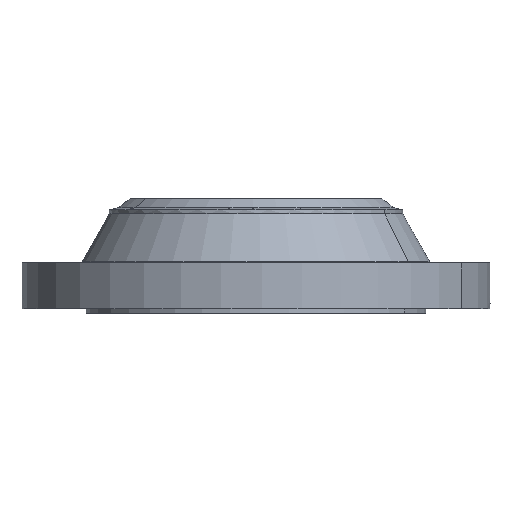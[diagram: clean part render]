
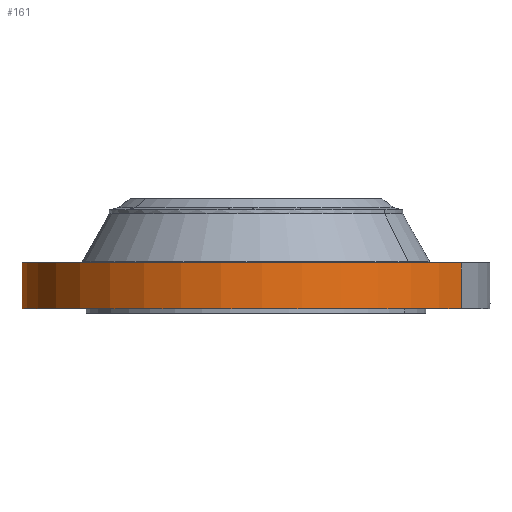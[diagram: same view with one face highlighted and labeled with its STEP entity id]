
A CAD part, left-side view. The second image highlights one B-rep face of the part: STEP entity #161.
In plain terms, the highlighted cylindrical face has radius 323.85 mm (diameter 647.7 mm), a partial arc.
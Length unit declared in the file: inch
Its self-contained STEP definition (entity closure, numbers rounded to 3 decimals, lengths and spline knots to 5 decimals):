
#38=AXIS2_PLACEMENT_3D('Cylinder Axis2P3D',#35,#36,#37) ;
#42=AXIS2_PLACEMENT_3D('Circle Axis2P3D',#40,#41,$) ;
#58=AXIS2_PLACEMENT_3D('Circle Axis2P3D',#56,#57,$) ;
#35=CARTESIAN_POINT('Axis2P3D Location',(0.,0.,3.125)) ;
#40=CARTESIAN_POINT('Axis2P3D Location',(0.,0.,0.25)) ;
#44=CARTESIAN_POINT('Vertex',(-6.11268,-11.18918,0.25)) ;
#46=CARTESIAN_POINT('Vertex',(6.11268,11.18918,0.25)) ;
#49=CARTESIAN_POINT('Line Origine',(-6.11268,-11.18918,1.5)) ;
#53=CARTESIAN_POINT('Vertex',(-6.11268,-11.18918,2.75)) ;
#56=CARTESIAN_POINT('Axis2P3D Location',(0.,0.,2.75)) ;
#60=CARTESIAN_POINT('Vertex',(6.11268,11.18918,2.75)) ;
#63=CARTESIAN_POINT('Line Origine',(6.11268,11.18918,1.5)) ;
#75=CARTESIAN_POINT('Control Point',(-0.00072,12.75,1.29412)) ;
#76=CARTESIAN_POINT('Control Point',(-0.01921,12.75,1.29408)) ;
#77=CARTESIAN_POINT('Control Point',(-0.03769,12.74996,1.29259)) ;
#78=CARTESIAN_POINT('Control Point',(-0.05595,12.74988,1.28967)) ;
#79=CARTESIAN_POINT('Vertex',(-0.00072,12.75,1.29412)) ;
#81=CARTESIAN_POINT('Vertex',(-0.05594,12.74988,1.28967)) ;
#85=CARTESIAN_POINT('Control Point',(-0.05594,12.74988,1.28967)) ;
#86=CARTESIAN_POINT('Control Point',(-0.09613,12.7497,1.28515)) ;
#87=CARTESIAN_POINT('Control Point',(-0.13566,12.74933,1.2733)) ;
#88=CARTESIAN_POINT('Control Point',(-0.17204,12.74884,1.25495)) ;
#89=CARTESIAN_POINT('Vertex',(-0.17204,12.74884,1.25495)) ;
#93=CARTESIAN_POINT('Control Point',(-0.03081,12.74996,0.53117)) ;
#94=CARTESIAN_POINT('Control Point',(-0.09995,12.7498,0.53994)) ;
#95=CARTESIAN_POINT('Control Point',(-0.16676,12.74917,0.56415)) ;
#96=CARTESIAN_POINT('Control Point',(-0.22639,12.74814,0.60297)) ;
#97=CARTESIAN_POINT('Control Point',(-0.29876,12.74657,0.67701)) ;
#98=CARTESIAN_POINT('Control Point',(-0.34348,12.74538,0.76722)) ;
#99=CARTESIAN_POINT('Control Point',(-0.35493,12.74506,0.79793)) ;
#100=CARTESIAN_POINT('Control Point',(-0.37343,12.74453,0.86925)) ;
#101=CARTESIAN_POINT('Control Point',(-0.3751,12.74448,0.9426)) ;
#102=CARTESIAN_POINT('Control Point',(-0.37073,12.74461,0.98323)) ;
#103=CARTESIAN_POINT('Control Point',(-0.34832,12.74527,1.07561)) ;
#104=CARTESIAN_POINT('Control Point',(-0.29901,12.74655,1.15696)) ;
#105=CARTESIAN_POINT('Control Point',(-0.26264,12.7474,1.19787)) ;
#106=CARTESIAN_POINT('Control Point',(-0.21955,12.7482,1.23098)) ;
#107=CARTESIAN_POINT('Control Point',(-0.17204,12.74884,1.25495)) ;
#108=CARTESIAN_POINT('Vertex',(-0.03081,12.74996,0.53117)) ;
#112=CARTESIAN_POINT('Control Point',(-0.03081,12.74996,0.53117)) ;
#113=CARTESIAN_POINT('Control Point',(-0.02054,12.74999,0.53087)) ;
#114=CARTESIAN_POINT('Control Point',(-0.01025,12.75,0.53094)) ;
#115=CARTESIAN_POINT('Control Point',(0.,12.75,0.53137)) ;
#116=CARTESIAN_POINT('Vertex',(0.,12.75,0.53137)) ;
#120=CARTESIAN_POINT('Control Point',(0.1928,12.74854,0.5871)) ;
#121=CARTESIAN_POINT('Control Point',(0.14907,12.7492,0.56185)) ;
#122=CARTESIAN_POINT('Control Point',(0.10113,12.74973,0.54372)) ;
#123=CARTESIAN_POINT('Control Point',(0.05081,12.75,0.53353)) ;
#124=CARTESIAN_POINT('Control Point',(0.,12.75,0.53137)) ;
#125=CARTESIAN_POINT('Vertex',(0.1928,12.74854,0.5871)) ;
#129=CARTESIAN_POINT('Control Point',(0.1928,12.74854,0.5871)) ;
#130=CARTESIAN_POINT('Control Point',(0.24975,12.74768,0.61997)) ;
#131=CARTESIAN_POINT('Control Point',(0.30001,12.7466,0.66415)) ;
#132=CARTESIAN_POINT('Control Point',(0.34046,12.7455,0.71814)) ;
#133=CARTESIAN_POINT('Control Point',(0.38507,12.7442,0.81618)) ;
#134=CARTESIAN_POINT('Control Point',(0.39392,12.74391,0.92148)) ;
#135=CARTESIAN_POINT('Control Point',(0.39189,12.74398,0.96157)) ;
#136=CARTESIAN_POINT('Control Point',(0.37791,12.74441,1.0364)) ;
#137=CARTESIAN_POINT('Control Point',(0.34595,12.74532,1.10478)) ;
#138=CARTESIAN_POINT('Control Point',(0.32696,12.74583,1.1352)) ;
#139=CARTESIAN_POINT('Control Point',(0.26505,12.74736,1.21211)) ;
#140=CARTESIAN_POINT('Control Point',(0.18158,12.74889,1.2654)) ;
#141=CARTESIAN_POINT('Control Point',(0.12236,12.74964,1.28762)) ;
#142=CARTESIAN_POINT('Control Point',(0.06069,12.75,1.29713)) ;
#143=CARTESIAN_POINT('Control Point',(-0.00003,12.75,1.29415)) ;
#144=CARTESIAN_POINT('Vertex',(-0.00003,12.75,1.29415)) ;
#148=CARTESIAN_POINT('Control Point',(-0.00072,12.75,1.29412)) ;
#149=CARTESIAN_POINT('Control Point',(-0.00037,12.75,1.29414)) ;
#150=CARTESIAN_POINT('Control Point',(-0.00003,12.75,1.29415)) ;
#36=DIRECTION('Axis2P3D Direction',(0.,0.,-0.039)) ;
#37=DIRECTION('Axis2P3D XDirection',(0.019,0.035,0.)) ;
#41=DIRECTION('Axis2P3D Direction',(0.,0.,-0.039)) ;
#50=DIRECTION('Vector Direction',(0.,0.,-0.039)) ;
#57=DIRECTION('Axis2P3D Direction',(0.,0.,-0.039)) ;
#64=DIRECTION('Vector Direction',(0.,0.,-0.039)) ;
#51=VECTOR('Line Direction',#50,0.03937) ;
#65=VECTOR('Line Direction',#64,0.03937) ;
#69=ORIENTED_EDGE('',*,*,#48,.F.) ;
#70=ORIENTED_EDGE('',*,*,#55,.T.) ;
#71=ORIENTED_EDGE('',*,*,#62,.T.) ;
#72=ORIENTED_EDGE('',*,*,#67,.F.) ;
#153=ORIENTED_EDGE('',*,*,#83,.T.) ;
#154=ORIENTED_EDGE('',*,*,#91,.T.) ;
#155=ORIENTED_EDGE('',*,*,#110,.F.) ;
#156=ORIENTED_EDGE('',*,*,#118,.T.) ;
#157=ORIENTED_EDGE('',*,*,#127,.F.) ;
#158=ORIENTED_EDGE('',*,*,#146,.T.) ;
#159=ORIENTED_EDGE('',*,*,#151,.F.) ;
#160=FACE_BOUND('',#152,.T.) ;
#161=ADVANCED_FACE('PartBody',(#73,#160),#39,.T.) ;
#74=B_SPLINE_CURVE_WITH_KNOTS('',3,(#75,#76,#77,#78),.UNSPECIFIED.,.F.,.U.,(4,4),(34.61645,36.66768),.UNSPECIFIED.) ;
#84=B_SPLINE_CURVE_WITH_KNOTS('',3,(#85,#86,#87,#88),.UNSPECIFIED.,.F.,.U.,(4,4),(0.,4.54499),.UNSPECIFIED.) ;
#92=B_SPLINE_CURVE_WITH_KNOTS('',5,(#93,#94,#95,#96,#97,#98,#99,#100,#101,#102,#103,#104,#105,#106,#107),.UNSPECIFIED.,.F.,.U.,(6,3,3,3,6),(0.,12.11258,17.97395,25.35753,35.25019),.UNSPECIFIED.) ;
#111=B_SPLINE_CURVE_WITH_KNOTS('',3,(#112,#113,#114,#115),.UNSPECIFIED.,.F.,.U.,(4,4),(0.,1.07186),.UNSPECIFIED.) ;
#119=B_SPLINE_CURVE_WITH_KNOTS('',4,(#120,#121,#122,#123,#124),.UNSPECIFIED.,.F.,.U.,(5,5),(0.,7.08001),.UNSPECIFIED.) ;
#128=B_SPLINE_CURVE_WITH_KNOTS('',5,(#129,#130,#131,#132,#133,#134,#135,#136,#137,#138,#139,#140,#141,#142,#143),.UNSPECIFIED.,.F.,.U.,(6,3,3,3,6),(0.,11.52689,18.57802,24.98181,36.33132),.UNSPECIFIED.) ;
#147=B_SPLINE_CURVE_WITH_KNOTS('',2,(#148,#149,#150),.UNSPECIFIED.,.F.,.U.,(3,3),(1.02805,1.05385),.UNSPECIFIED.) ;
#43=CIRCLE('generated circle',#42,12.75) ;
#59=CIRCLE('generated circle',#58,12.75) ;
#39=CYLINDRICAL_SURFACE('generated cylinder',#38,12.75) ;
#48=EDGE_CURVE('',#45,#47,#43,.T.) ;
#55=EDGE_CURVE('',#45,#54,#52,.F.) ;
#62=EDGE_CURVE('',#54,#61,#59,.T.) ;
#67=EDGE_CURVE('',#47,#61,#66,.F.) ;
#83=EDGE_CURVE('',#80,#82,#74,.T.) ;
#91=EDGE_CURVE('',#82,#90,#84,.T.) ;
#110=EDGE_CURVE('',#109,#90,#92,.T.) ;
#118=EDGE_CURVE('',#109,#117,#111,.T.) ;
#127=EDGE_CURVE('',#126,#117,#119,.T.) ;
#146=EDGE_CURVE('',#126,#145,#128,.T.) ;
#151=EDGE_CURVE('',#80,#145,#147,.T.) ;
#68=EDGE_LOOP('',(#69,#70,#71,#72)) ;
#152=EDGE_LOOP('',(#153,#154,#155,#156,#157,#158,#159)) ;
#73=FACE_OUTER_BOUND('',#68,.T.) ;
#52=LINE('Line',#49,#51) ;
#66=LINE('Line',#63,#65) ;
#45=VERTEX_POINT('',#44) ;
#47=VERTEX_POINT('',#46) ;
#54=VERTEX_POINT('',#53) ;
#61=VERTEX_POINT('',#60) ;
#80=VERTEX_POINT('',#79) ;
#82=VERTEX_POINT('',#81) ;
#90=VERTEX_POINT('',#89) ;
#109=VERTEX_POINT('',#108) ;
#117=VERTEX_POINT('',#116) ;
#126=VERTEX_POINT('',#125) ;
#145=VERTEX_POINT('',#144) ;
